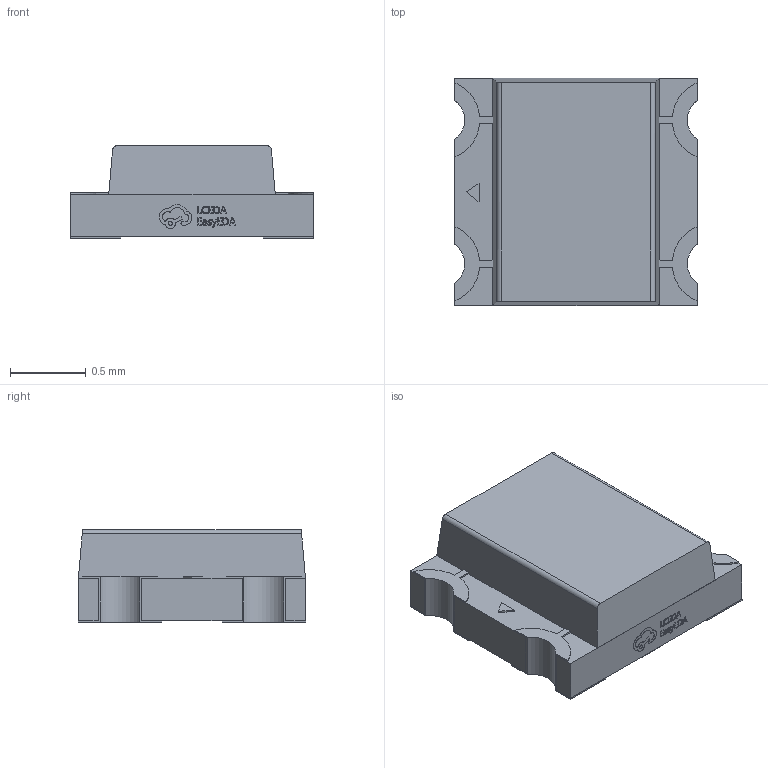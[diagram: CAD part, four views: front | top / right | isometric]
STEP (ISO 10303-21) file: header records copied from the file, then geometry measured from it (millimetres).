
FILE_DESCRIPTION (( 'STEP AP214' ), '1' );
FILE_NAME ('LED-SMD_4P-L1.6-W1.5_XL-1615RGBC-WS2812B-1.STEP', '2025-04-01T12:45:55', ( '' ), ( '' ), 'SwSTEP 2.0', 'SolidWorks 2020', '' );
FILE_SCHEMA (( 'AUTOMOTIVE_DESIGN' ));
Length unit declared in the file: millimetre
Products named in the file (1): LED-SMD_4P-L1.6-W1.5_XL-1615RGBC-WS2812B-1
Bounding box: 1.6 x 1.5 x 0.61 mm (x, y, z)
Volume: 1.2 mm3; surface area: 14.5 mm2
Topology: 7 solids, 7 shells, 324 faces, 870 edges, 580 vertices
Faces by surface type: plane 204, bspline 98, cylinder 22
Entity records: 14218 total; most frequent: CARTESIAN_POINT 3093, ORIENTED_EDGE 1740, DIRECTION 1160, EDGE_CURVE 870, VECTOR 626, LINE 626, VERTEX_POINT 580, EDGE_LOOP 344
